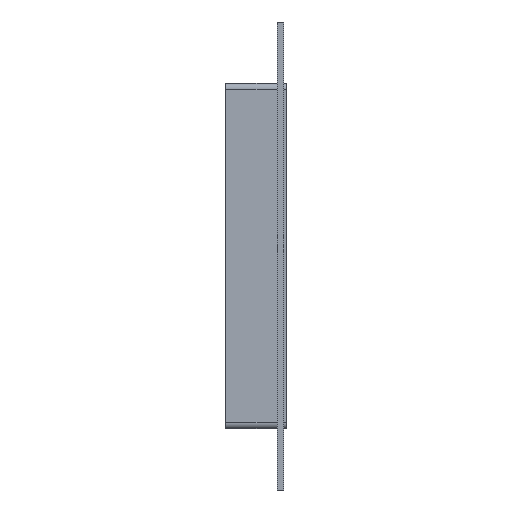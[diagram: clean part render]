
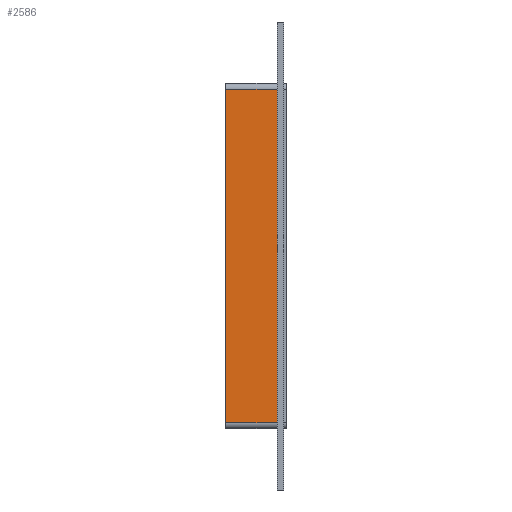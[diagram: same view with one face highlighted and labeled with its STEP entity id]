
A CAD part, left-side view. The second image highlights one B-rep face of the part: STEP entity #2586.
In plain terms, the highlighted planar face has unit normal (-1, 0, 0).
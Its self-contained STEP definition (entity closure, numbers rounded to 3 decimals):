
#1084=CARTESIAN_POINT('',(-196.75,57.0,-163.5));
#1085=VERTEX_POINT('',#1084);
#1093=CARTESIAN_POINT('',(-196.75,57.0,163.5));
#1094=VERTEX_POINT('',#1093);
#1095=CARTESIAN_POINT('',(-196.75,57.0,-163.5));
#1096=DIRECTION('',(0.0,0.0,1.0));
#1097=VECTOR('',#1096,327.0);
#1098=LINE('',#1095,#1097);
#1099=EDGE_CURVE('',#1085,#1094,#1098,.T.);
#2031=CARTESIAN_POINT('',(-196.75,6.,-163.5));
#2032=VERTEX_POINT('',#2031);
#2082=CARTESIAN_POINT('',(-196.75,6.,163.5));
#2083=VERTEX_POINT('',#2082);
#2091=CARTESIAN_POINT('',(-196.75,6.,-163.5));
#2092=DIRECTION('',(0.0,0.0,1.0));
#2093=VECTOR('',#2092,327.0);
#2094=LINE('',#2091,#2093);
#2095=EDGE_CURVE('',#2032,#2083,#2094,.T.);
#2559=CARTESIAN_POINT('',(-196.75,6.,-163.5));
#2560=DIRECTION('',(0.0,1.0,0.0));
#2561=VECTOR('',#2560,51.0);
#2562=LINE('',#2559,#2561);
#2563=EDGE_CURVE('',#2032,#1085,#2562,.T.);
#2570=CARTESIAN_POINT('',(-196.75,0.0,-169.5));
#2571=DIRECTION('',(-1.0,0.0,0.0));
#2572=DIRECTION('',(0.0,0.0,1.0));
#2573=AXIS2_PLACEMENT_3D('',#2570,#2571,#2572);
#2574=PLANE('',#2573);
#2575=ORIENTED_EDGE('',*,*,#2095,.T.);
#2576=CARTESIAN_POINT('',(-196.75,57.0,163.5));
#2577=DIRECTION('',(0.0,-1.0,0.0));
#2578=VECTOR('',#2577,51.0);
#2579=LINE('',#2576,#2578);
#2580=EDGE_CURVE('',#1094,#2083,#2579,.T.);
#2581=ORIENTED_EDGE('',*,*,#2580,.F.);
#2582=ORIENTED_EDGE('',*,*,#1099,.F.);
#2583=ORIENTED_EDGE('',*,*,#2563,.F.);
#2584=EDGE_LOOP('',(#2575,#2581,#2582,#2583));
#2585=FACE_OUTER_BOUND('',#2584,.T.);
#2586=ADVANCED_FACE('',(#2585),#2574,.T.);
